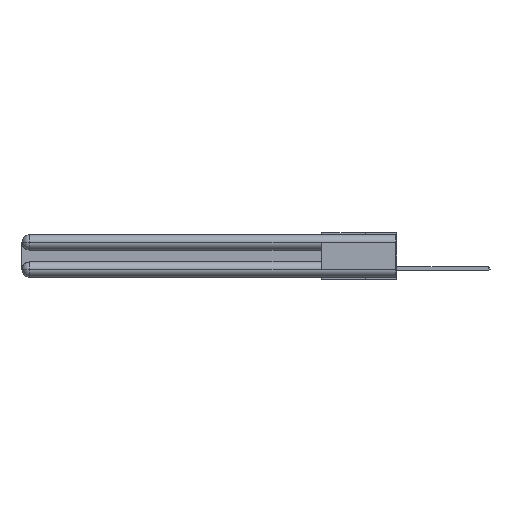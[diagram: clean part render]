
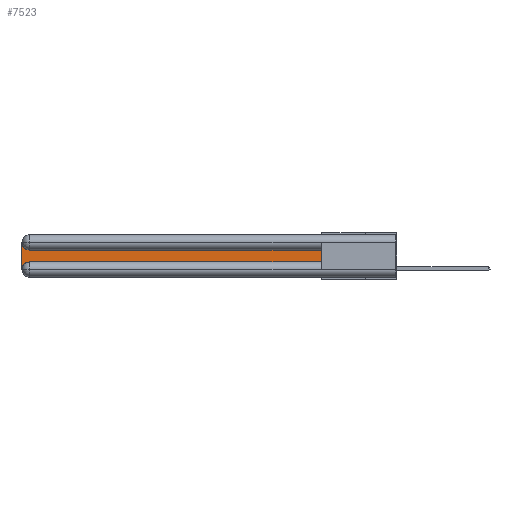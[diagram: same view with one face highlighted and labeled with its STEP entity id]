
A CAD part, left-side view. The second image highlights one B-rep face of the part: STEP entity #7523.
In plain terms, the highlighted planar face has unit normal (-1, 0, 0).
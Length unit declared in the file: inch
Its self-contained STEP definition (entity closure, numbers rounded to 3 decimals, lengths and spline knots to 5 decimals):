
#928 = CARTESIAN_POINT ( 'NONE',  ( 0.075, 3., -0.2775 ) ) ;
#1284 = DIRECTION ( 'NONE',  ( 0., -1., 0. ) ) ;
#2188 = DIRECTION ( 'NONE',  ( 0., 1., 0. ) ) ;
#3664 = ORIENTED_EDGE ( 'NONE', *, *, #19086, .T. ) ;
#4120 = CIRCLE ( 'NONE', #6314, 0.06 ) ;
#4151 = LINE ( 'NONE', #8862, #4857 ) ;
#4259 = DIRECTION ( 'NONE',  ( 0., 0., -1. ) ) ;
#4279 = ORIENTED_EDGE ( 'NONE', *, *, #16373, .T. ) ;
#4857 = VECTOR ( 'NONE', #2188, 39.37008 ) ;
#5987 = DIRECTION ( 'NONE',  ( 1., 0., 0. ) ) ;
#6095 = AXIS2_PLACEMENT_3D ( 'NONE', #8659, #15189, #24107 ) ;
#6314 = AXIS2_PLACEMENT_3D ( 'NONE', #28173, #5987, #28371 ) ;
#7317 = EDGE_CURVE ( 'NONE', #17587, #20860, #4151, .T. ) ;
#7523 = ADVANCED_FACE ( 'NONE', ( #26027 ), #15884, .F. ) ;
#8659 = CARTESIAN_POINT ( 'NONE',  ( 0.075, 2.94, -0.2775 ) ) ;
#8862 = CARTESIAN_POINT ( 'NONE',  ( 0.075, 0.6, -0.1225 ) ) ;
#9638 = VECTOR ( 'NONE', #4259, 39.37008 ) ;
#9948 = EDGE_LOOP ( 'NONE', ( #11352, #24316, #16559, #3664, #18275, #4279 ) ) ;
#10635 = LINE ( 'NONE', #22731, #27662 ) ;
#11118 = EDGE_CURVE ( 'NONE', #15005, #12098, #27201, .T. ) ;
#11352 = ORIENTED_EDGE ( 'NONE', *, *, #7317, .T. ) ;
#12098 = VERTEX_POINT ( 'NONE', #15020 ) ;
#12389 = DIRECTION ( 'NONE',  ( 1., 0., 0. ) ) ;
#12770 = CARTESIAN_POINT ( 'NONE',  ( 0.075, 2.94, -0.1225 ) ) ;
#13015 = CARTESIAN_POINT ( 'NONE',  ( 0.075, 3., -0.0625 ) ) ;
#13736 = AXIS2_PLACEMENT_3D ( 'NONE', #28223, #12389, #21402 ) ;
#15005 = VERTEX_POINT ( 'NONE', #24832 ) ;
#15020 = CARTESIAN_POINT ( 'NONE',  ( 0.075, 0.6, -0.2175 ) ) ;
#15189 = DIRECTION ( 'NONE',  ( 1., 0., 0. ) ) ;
#15356 = CARTESIAN_POINT ( 'NONE',  ( 0.075, 3., -0.2175 ) ) ;
#15884 = PLANE ( 'NONE',  #13736 ) ;
#16373 = EDGE_CURVE ( 'NONE', #12098, #17587, #10635, .T. ) ;
#16559 = ORIENTED_EDGE ( 'NONE', *, *, #18852, .T. ) ;
#17587 = VERTEX_POINT ( 'NONE', #23747 ) ;
#18275 = ORIENTED_EDGE ( 'NONE', *, *, #11118, .T. ) ;
#18852 = EDGE_CURVE ( 'NONE', #23590, #21880, #26674, .T. ) ;
#19086 = EDGE_CURVE ( 'NONE', #21880, #15005, #26311, .T. ) ;
#20860 = VERTEX_POINT ( 'NONE', #12770 ) ;
#21171 = EDGE_CURVE ( 'NONE', #20860, #23590, #4120, .T. ) ;
#21402 = DIRECTION ( 'NONE',  ( 0., 0., -1. ) ) ;
#21880 = VERTEX_POINT ( 'NONE', #928 ) ;
#22731 = CARTESIAN_POINT ( 'NONE',  ( 0.075, 0.6, -0.2175 ) ) ;
#23590 = VERTEX_POINT ( 'NONE', #13015 ) ;
#23747 = CARTESIAN_POINT ( 'NONE',  ( 0.075, 0.6, -0.1225 ) ) ;
#24107 = DIRECTION ( 'NONE',  ( 0., 0., -1. ) ) ;
#24316 = ORIENTED_EDGE ( 'NONE', *, *, #21171, .T. ) ;
#24832 = CARTESIAN_POINT ( 'NONE',  ( 0.075, 2.94, -0.2175 ) ) ;
#24866 = DIRECTION ( 'NONE',  ( 0., 0., 1. ) ) ;
#25811 = CARTESIAN_POINT ( 'NONE',  ( 0.075, 0.6, -0.2175 ) ) ;
#26027 = FACE_OUTER_BOUND ( 'NONE', #9948, .T. ) ;
#26311 = CIRCLE ( 'NONE', #6095, 0.06 ) ;
#26486 = VECTOR ( 'NONE', #1284, 39.37008 ) ;
#26674 = LINE ( 'NONE', #15356, #9638 ) ;
#27201 = LINE ( 'NONE', #25811, #26486 ) ;
#27662 = VECTOR ( 'NONE', #24866, 39.37008 ) ;
#28173 = CARTESIAN_POINT ( 'NONE',  ( 0.075, 2.94, -0.0625 ) ) ;
#28223 = CARTESIAN_POINT ( 'NONE',  ( 0.075, 3., -0.1225 ) ) ;
#28371 = DIRECTION ( 'NONE',  ( 0., 0., -1. ) ) ;
